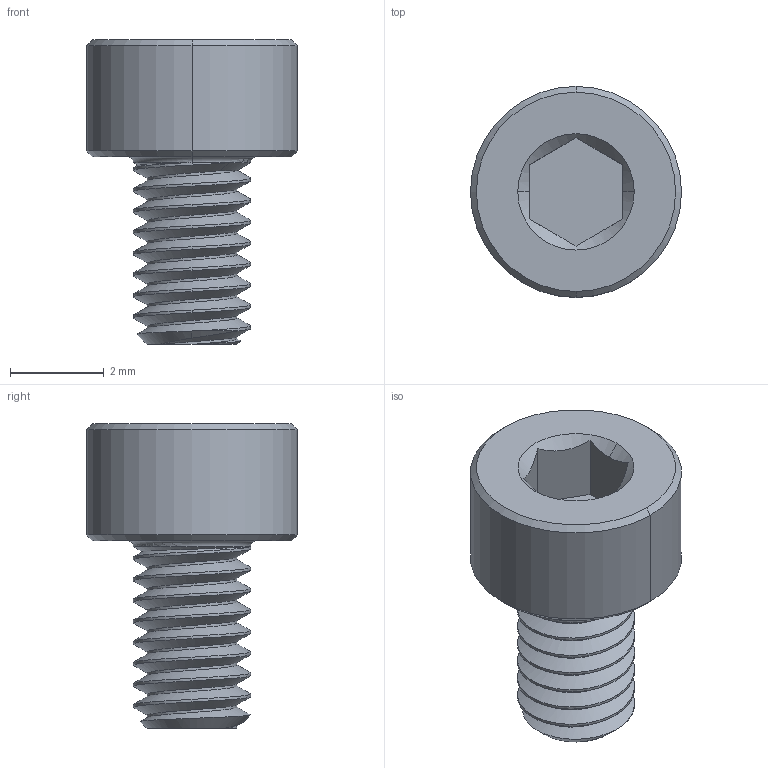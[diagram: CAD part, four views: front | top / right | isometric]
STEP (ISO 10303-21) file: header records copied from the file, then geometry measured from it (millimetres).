
FILE_DESCRIPTION (( 'STEP AP203' ), '1' );
FILE_NAME ('91290A099_Alloy Steel Socket Head Screw.STEP', '2023-01-11T17:17:03', ( 'Administrator' ), ( 'Managed by Terraform' ), 'SwSTEP 2.0', 'SolidWorks 2017', '' );
FILE_SCHEMA (( 'CONFIG_CONTROL_DESIGN' ));
Length unit declared in the file: millimetre
Products named in the file (1): 91290A099_Alloy Steel Socket Head Screw
Bounding box: 4.5 x 4.5 x 6.5 mm (x, y, z)
Volume: 49.7 mm3; surface area: 120 mm2
Topology: 1 solids, 1 shells, 44 faces, 111 edges, 71 vertices
Faces by surface type: cylinder 19, cone 10, plane 10, bspline 3, torus 2
Entity records: 2463 total; most frequent: CARTESIAN_POINT 1458, ORIENTED_EDGE 222, DIRECTION 166, EDGE_CURVE 111, VERTEX_POINT 71, AXIS2_PLACEMENT_3D 64, EDGE_LOOP 46, FACE_OUTER_BOUND 44
